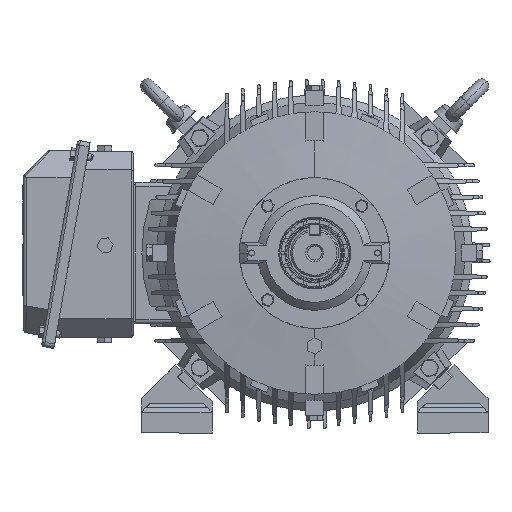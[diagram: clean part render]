
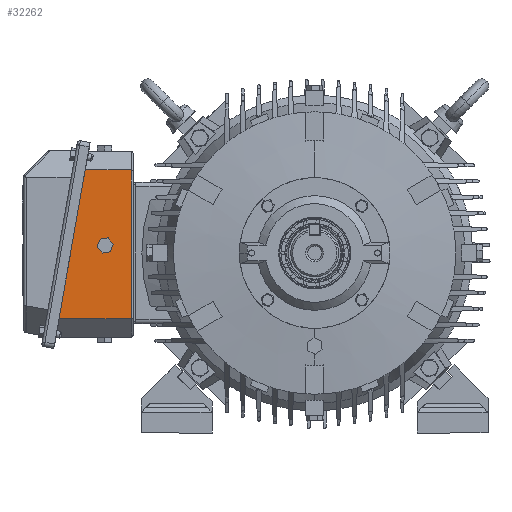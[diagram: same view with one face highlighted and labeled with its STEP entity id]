
A CAD part, left-side view. The second image highlights one B-rep face of the part: STEP entity #32262.
In plain terms, the highlighted face is planar.
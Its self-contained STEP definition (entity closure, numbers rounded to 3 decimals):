
#1443 = DIRECTION ( 'NONE',  ( 0.985, 0.174, 0. ) ) ;
#1500 = CARTESIAN_POINT ( 'NONE',  ( 20.929, 56.73, -100. ) ) ;
#3362 = CARTESIAN_POINT ( 'NONE',  ( 188.683, 0., -100. ) ) ;
#3368 = LINE ( 'NONE', #46919, #105484 ) ;
#6362 = FACE_BOUND ( 'NONE', #26090, .T. ) ;
#6549 = CARTESIAN_POINT ( 'NONE',  ( 101.116, 31.484, -100. ) ) ;
#7650 = DIRECTION ( 'NONE',  ( -1., 0., 0. ) ) ;
#8346 = CARTESIAN_POINT ( 'NONE',  ( 188.683, 86.31, -100. ) ) ;
#11445 = LINE ( 'NONE', #3362, #54971 ) ;
#11906 = EDGE_LOOP ( 'NONE', ( #87961, #91246, #59444, #94085 ) ) ;
#12699 = VERTEX_POINT ( 'NONE', #1500 ) ;
#15876 = DIRECTION ( 'NONE',  ( -1., 0., 0. ) ) ;
#17555 = PLANE ( 'NONE',  #92628 ) ;
#25178 = DIRECTION ( 'NONE',  ( 0., 0., -1. ) ) ;
#25767 = VERTEX_POINT ( 'NONE', #101288 ) ;
#25906 = VECTOR ( 'NONE', #1443, 1000. ) ;
#26090 = EDGE_LOOP ( 'NONE', ( #40667, #86919 ) ) ;
#26598 = CARTESIAN_POINT ( 'NONE',  ( -9.07, 51.44, -100. ) ) ;
#29619 = DIRECTION ( 'NONE',  ( 0., 1., 0. ) ) ;
#32262 = ADVANCED_FACE ( 'NONE', ( #6362, #52601 ), #17555, .T. ) ;
#33964 = EDGE_CURVE ( 'NONE', #79945, #35962, #56410, .T. ) ;
#35962 = VERTEX_POINT ( 'NONE', #6549 ) ;
#36895 = CARTESIAN_POINT ( 'NONE',  ( 111.116, 31.484, -100. ) ) ;
#40667 = ORIENTED_EDGE ( 'NONE', *, *, #33964, .F. ) ;
#44014 = AXIS2_PLACEMENT_3D ( 'NONE', #75989, #101546, #15876 ) ;
#45746 = LINE ( 'NONE', #66367, #53890 ) ;
#45837 = VERTEX_POINT ( 'NONE', #52154 ) ;
#46919 = CARTESIAN_POINT ( 'NONE',  ( 20.929, 2., -100. ) ) ;
#51545 = AXIS2_PLACEMENT_3D ( 'NONE', #59736, #25178, #7650 ) ;
#52154 = CARTESIAN_POINT ( 'NONE',  ( 20.929, 2., -100. ) ) ;
#52496 = EDGE_CURVE ( 'NONE', #12699, #45837, #45746, .T. ) ;
#52601 = FACE_OUTER_BOUND ( 'NONE', #11906, .T. ) ;
#53255 = DIRECTION ( 'NONE',  ( -1., 0., 0. ) ) ;
#53890 = VECTOR ( 'NONE', #93001, 1000. ) ;
#54971 = VECTOR ( 'NONE', #29619, 1000. ) ;
#56033 = DIRECTION ( 'NONE',  ( -1., 0., 0. ) ) ;
#56410 = CIRCLE ( 'NONE', #44014, 5. ) ;
#59444 = ORIENTED_EDGE ( 'NONE', *, *, #52496, .F. ) ;
#59736 = CARTESIAN_POINT ( 'NONE',  ( 106.116, 31.484, -100. ) ) ;
#61649 = CARTESIAN_POINT ( 'NONE',  ( 0., 0., -100. ) ) ;
#61719 = VERTEX_POINT ( 'NONE', #8346 ) ;
#66367 = CARTESIAN_POINT ( 'NONE',  ( 20.929, 0., -100. ) ) ;
#66664 = LINE ( 'NONE', #26598, #25906 ) ;
#72058 = EDGE_CURVE ( 'NONE', #25767, #61719, #11445, .T. ) ;
#73581 = CIRCLE ( 'NONE', #51545, 5. ) ;
#75989 = CARTESIAN_POINT ( 'NONE',  ( 106.116, 31.484, -100. ) ) ;
#76203 = EDGE_CURVE ( 'NONE', #12699, #61719, #66664, .T. ) ;
#79521 = DIRECTION ( 'NONE',  ( 0., 0., -1. ) ) ;
#79945 = VERTEX_POINT ( 'NONE', #36895 ) ;
#86919 = ORIENTED_EDGE ( 'NONE', *, *, #106265, .F. ) ;
#87961 = ORIENTED_EDGE ( 'NONE', *, *, #72058, .F. ) ;
#91246 = ORIENTED_EDGE ( 'NONE', *, *, #97277, .T. ) ;
#92628 = AXIS2_PLACEMENT_3D ( 'NONE', #61649, #79521, #53255 ) ;
#93001 = DIRECTION ( 'NONE',  ( 0., -1., 0. ) ) ;
#94085 = ORIENTED_EDGE ( 'NONE', *, *, #76203, .T. ) ;
#97277 = EDGE_CURVE ( 'NONE', #25767, #45837, #3368, .T. ) ;
#101288 = CARTESIAN_POINT ( 'NONE',  ( 188.683, 2., -100. ) ) ;
#101546 = DIRECTION ( 'NONE',  ( 0., 0., -1. ) ) ;
#105484 = VECTOR ( 'NONE', #56033, 1000. ) ;
#106265 = EDGE_CURVE ( 'NONE', #35962, #79945, #73581, .T. ) ;
